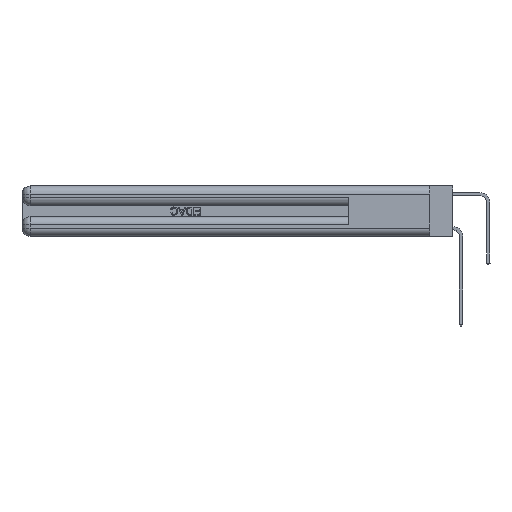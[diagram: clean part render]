
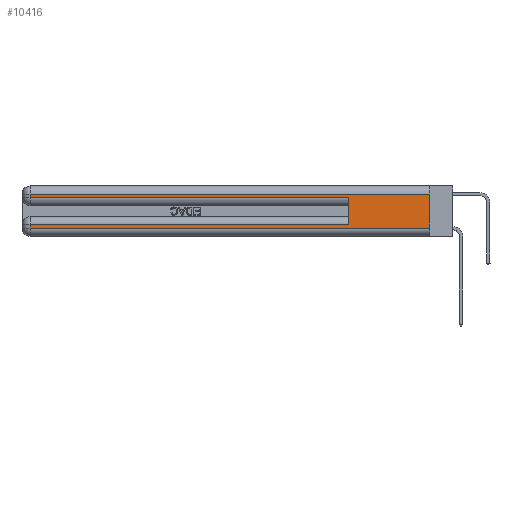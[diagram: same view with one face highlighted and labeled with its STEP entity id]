
A CAD part, left-side view. The second image highlights one B-rep face of the part: STEP entity #10416.
In plain terms, the highlighted planar face has unit normal (-1, 0, 0).
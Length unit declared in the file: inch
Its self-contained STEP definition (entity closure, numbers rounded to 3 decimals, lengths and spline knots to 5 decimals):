
#474 = DIRECTION ( 'NONE',  ( 0., -1., 0. ) ) ;
#666 = FACE_OUTER_BOUND ( 'NONE', #16170, .T. ) ;
#671 = DIRECTION ( 'NONE',  ( 0., 0., -1. ) ) ;
#722 = LINE ( 'NONE', #15570, #32413 ) ;
#1337 = VERTEX_POINT ( 'NONE', #14928 ) ;
#2313 = ORIENTED_EDGE ( 'NONE', *, *, #32081, .T. ) ;
#5212 = VECTOR ( 'NONE', #27297, 39.37008 ) ;
#6653 = CARTESIAN_POINT ( 'NONE',  ( 0., 2.94, 0.37 ) ) ;
#6787 = VERTEX_POINT ( 'NONE', #12411 ) ;
#7301 = VERTEX_POINT ( 'NONE', #19010 ) ;
#7511 = CARTESIAN_POINT ( 'NONE',  ( 0., 2.94, 0.085 ) ) ;
#7634 = VERTEX_POINT ( 'NONE', #18960 ) ;
#8475 = EDGE_CURVE ( 'NONE', #16524, #21444, #30935, .T. ) ;
#9069 = LINE ( 'NONE', #18646, #35670 ) ;
#9620 = DIRECTION ( 'NONE',  ( 0., 1., 0. ) ) ;
#9842 = CARTESIAN_POINT ( 'NONE',  ( 0., 0., 0.37 ) ) ;
#10416 = ADVANCED_FACE ( 'NONE', ( #666 ), #34100, .F. ) ;
#11316 = EDGE_CURVE ( 'NONE', #7634, #34570, #722, .T. ) ;
#11668 = LINE ( 'NONE', #17157, #12667 ) ;
#12051 = ORIENTED_EDGE ( 'NONE', *, *, #14374, .T. ) ;
#12411 = CARTESIAN_POINT ( 'NONE',  ( 0., 2.94, 0.285 ) ) ;
#12667 = VECTOR ( 'NONE', #23597, 39.37008 ) ;
#13106 = ORIENTED_EDGE ( 'NONE', *, *, #35658, .F. ) ;
#13157 = CARTESIAN_POINT ( 'NONE',  ( 0., 0., 0.06 ) ) ;
#13232 = CARTESIAN_POINT ( 'NONE',  ( 0., 2.94, 0.31 ) ) ;
#13282 = VERTEX_POINT ( 'NONE', #13157 ) ;
#14374 = EDGE_CURVE ( 'NONE', #21444, #6787, #25819, .T. ) ;
#14928 = CARTESIAN_POINT ( 'NONE',  ( 0., 0.6, 0.285 ) ) ;
#15314 = DIRECTION ( 'NONE',  ( 0., 0., -1. ) ) ;
#15570 = CARTESIAN_POINT ( 'NONE',  ( 0., 0., 0.085 ) ) ;
#16170 = EDGE_LOOP ( 'NONE', ( #13106, #20945, #12051, #30752, #38474, #19332, #25639, #2313 ) ) ;
#16524 = VERTEX_POINT ( 'NONE', #36862 ) ;
#17157 = CARTESIAN_POINT ( 'NONE',  ( 0., 0.6, 0.145 ) ) ;
#17519 = EDGE_CURVE ( 'NONE', #7634, #1337, #11668, .T. ) ;
#17583 = DIRECTION ( 'NONE',  ( 0., 0., -1. ) ) ;
#18259 = DIRECTION ( 'NONE',  ( 1., 0., 0. ) ) ;
#18646 = CARTESIAN_POINT ( 'NONE',  ( 0., 0., 0.285 ) ) ;
#18844 = CARTESIAN_POINT ( 'NONE',  ( 0., 0., 0.37 ) ) ;
#18960 = CARTESIAN_POINT ( 'NONE',  ( 0., 0.6, 0.085 ) ) ;
#19010 = CARTESIAN_POINT ( 'NONE',  ( 0., 2.94, 0.06 ) ) ;
#19332 = ORIENTED_EDGE ( 'NONE', *, *, #11316, .T. ) ;
#20945 = ORIENTED_EDGE ( 'NONE', *, *, #8475, .T. ) ;
#21444 = VERTEX_POINT ( 'NONE', #13232 ) ;
#22864 = CARTESIAN_POINT ( 'NONE',  ( 0., 2.94, 0.37 ) ) ;
#23388 = EDGE_CURVE ( 'NONE', #34570, #7301, #36760, .T. ) ;
#23597 = DIRECTION ( 'NONE',  ( 0., 0., 1. ) ) ;
#24255 = DIRECTION ( 'NONE',  ( 0., 0., -1. ) ) ;
#24754 = CARTESIAN_POINT ( 'NONE',  ( 0., 0., 0.06 ) ) ;
#25456 = VECTOR ( 'NONE', #671, 39.37008 ) ;
#25639 = ORIENTED_EDGE ( 'NONE', *, *, #23388, .T. ) ;
#25819 = LINE ( 'NONE', #22864, #32486 ) ;
#26020 = VECTOR ( 'NONE', #9620, 39.37008 ) ;
#27267 = VECTOR ( 'NONE', #24255, 39.37008 ) ;
#27297 = DIRECTION ( 'NONE',  ( 0., -1., 0. ) ) ;
#27363 = AXIS2_PLACEMENT_3D ( 'NONE', #18844, #18259, #15314 ) ;
#27441 = LINE ( 'NONE', #9842, #25456 ) ;
#27695 = DIRECTION ( 'NONE',  ( 0., 1., 0. ) ) ;
#30629 = LINE ( 'NONE', #24754, #5212 ) ;
#30676 = EDGE_CURVE ( 'NONE', #6787, #1337, #9069, .T. ) ;
#30752 = ORIENTED_EDGE ( 'NONE', *, *, #30676, .T. ) ;
#30935 = LINE ( 'NONE', #33474, #26020 ) ;
#32081 = EDGE_CURVE ( 'NONE', #7301, #13282, #30629, .T. ) ;
#32413 = VECTOR ( 'NONE', #27695, 39.37008 ) ;
#32486 = VECTOR ( 'NONE', #17583, 39.37008 ) ;
#33474 = CARTESIAN_POINT ( 'NONE',  ( 0., 0., 0.31 ) ) ;
#34100 = PLANE ( 'NONE',  #27363 ) ;
#34570 = VERTEX_POINT ( 'NONE', #7511 ) ;
#35658 = EDGE_CURVE ( 'NONE', #16524, #13282, #27441, .T. ) ;
#35670 = VECTOR ( 'NONE', #474, 39.37008 ) ;
#36760 = LINE ( 'NONE', #6653, #27267 ) ;
#36862 = CARTESIAN_POINT ( 'NONE',  ( 0., 0., 0.31 ) ) ;
#38474 = ORIENTED_EDGE ( 'NONE', *, *, #17519, .F. ) ;
